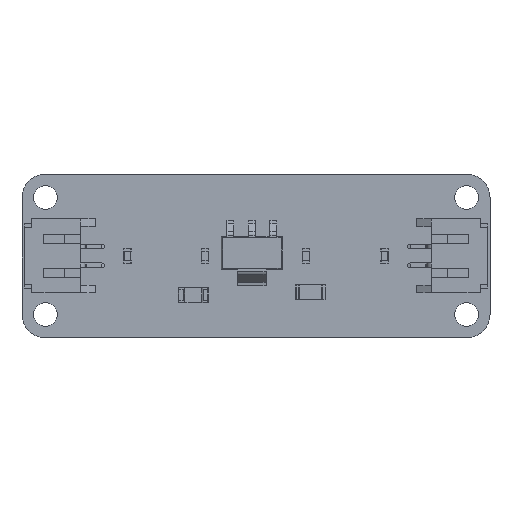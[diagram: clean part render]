
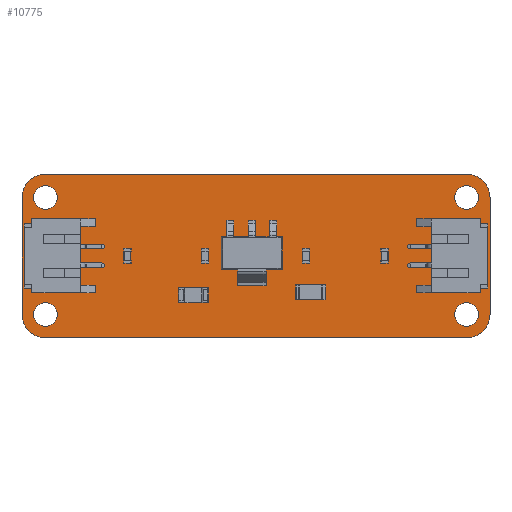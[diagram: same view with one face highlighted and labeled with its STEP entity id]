
A CAD part, top view. The second image highlights one B-rep face of the part: STEP entity #10775.
In plain terms, the highlighted planar face has unit normal (0, 0, 1).
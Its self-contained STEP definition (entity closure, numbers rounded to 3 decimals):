
#10366 = VERTEX_POINT('',#10367);
#10367 = CARTESIAN_POINT('',(47.5,0.,1.51));
#10373 = EDGE_CURVE('',#10366,#10374,#10376,.T.);
#10374 = VERTEX_POINT('',#10375);
#10375 = CARTESIAN_POINT('',(50.,-2.5,1.51));
#10376 = CIRCLE('',#10377,2.5);
#10377 = AXIS2_PLACEMENT_3D('',#10378,#10379,#10380);
#10378 = CARTESIAN_POINT('',(47.5,-2.5,1.51));
#10379 = DIRECTION('',(0.,0.,-1.));
#10380 = DIRECTION('',(0.,1.,0.));
#10406 = EDGE_CURVE('',#10374,#10407,#10409,.T.);
#10407 = VERTEX_POINT('',#10408);
#10408 = CARTESIAN_POINT('',(50.,-15.,1.51));
#10409 = LINE('',#10410,#10411);
#10410 = CARTESIAN_POINT('',(50.,-2.5,1.51));
#10411 = VECTOR('',#10412,1.);
#10412 = DIRECTION('',(0.,-1.,0.));
#10437 = EDGE_CURVE('',#10407,#10438,#10440,.T.);
#10438 = VERTEX_POINT('',#10439);
#10439 = CARTESIAN_POINT('',(47.5,-17.5,1.51));
#10440 = CIRCLE('',#10441,2.5);
#10441 = AXIS2_PLACEMENT_3D('',#10442,#10443,#10444);
#10442 = CARTESIAN_POINT('',(47.5,-15.,1.51));
#10443 = DIRECTION('',(0.,0.,-1.));
#10444 = DIRECTION('',(1.,0.,0.));
#10470 = EDGE_CURVE('',#10438,#10471,#10473,.T.);
#10471 = VERTEX_POINT('',#10472);
#10472 = CARTESIAN_POINT('',(2.5,-17.5,1.51));
#10473 = LINE('',#10474,#10475);
#10474 = CARTESIAN_POINT('',(47.5,-17.5,1.51));
#10475 = VECTOR('',#10476,1.);
#10476 = DIRECTION('',(-1.,0.,0.));
#10501 = EDGE_CURVE('',#10471,#10502,#10504,.T.);
#10502 = VERTEX_POINT('',#10503);
#10503 = CARTESIAN_POINT('',(0.,-15.,1.51));
#10504 = CIRCLE('',#10505,2.5);
#10505 = AXIS2_PLACEMENT_3D('',#10506,#10507,#10508);
#10506 = CARTESIAN_POINT('',(2.5,-15.,1.51));
#10507 = DIRECTION('',(0.,0.,-1.));
#10508 = DIRECTION('',(0.,-1.,0.));
#10534 = EDGE_CURVE('',#10502,#10535,#10537,.T.);
#10535 = VERTEX_POINT('',#10536);
#10536 = CARTESIAN_POINT('',(0.,-2.5,1.51));
#10537 = LINE('',#10538,#10539);
#10538 = CARTESIAN_POINT('',(0.,-15.,1.51));
#10539 = VECTOR('',#10540,1.);
#10540 = DIRECTION('',(0.,1.,0.));
#10565 = EDGE_CURVE('',#10535,#10566,#10568,.T.);
#10566 = VERTEX_POINT('',#10567);
#10567 = CARTESIAN_POINT('',(2.5,0.,1.51));
#10568 = CIRCLE('',#10569,2.5);
#10569 = AXIS2_PLACEMENT_3D('',#10570,#10571,#10572);
#10570 = CARTESIAN_POINT('',(2.5,-2.5,1.51));
#10571 = DIRECTION('',(0.,0.,-1.));
#10572 = DIRECTION('',(-1.,0.,-0.));
#10598 = EDGE_CURVE('',#10566,#10366,#10599,.T.);
#10599 = LINE('',#10600,#10601);
#10600 = CARTESIAN_POINT('',(2.5,0.,1.51));
#10601 = VECTOR('',#10602,1.);
#10602 = DIRECTION('',(1.,0.,0.));
#10622 = VERTEX_POINT('',#10623);
#10623 = CARTESIAN_POINT('',(3.77,-15.,1.51));
#10629 = EDGE_CURVE('',#10622,#10622,#10630,.T.);
#10630 = CIRCLE('',#10631,1.27);
#10631 = AXIS2_PLACEMENT_3D('',#10632,#10633,#10634);
#10632 = CARTESIAN_POINT('',(2.5,-15.,1.51));
#10633 = DIRECTION('',(0.,0.,1.));
#10634 = DIRECTION('',(1.,0.,-0.));
#10655 = VERTEX_POINT('',#10656);
#10656 = CARTESIAN_POINT('',(48.77,-15.,1.51));
#10662 = EDGE_CURVE('',#10655,#10655,#10663,.T.);
#10663 = CIRCLE('',#10664,1.27);
#10664 = AXIS2_PLACEMENT_3D('',#10665,#10666,#10667);
#10665 = CARTESIAN_POINT('',(47.5,-15.,1.51));
#10666 = DIRECTION('',(0.,0.,1.));
#10667 = DIRECTION('',(1.,0.,-0.));
#10688 = VERTEX_POINT('',#10689);
#10689 = CARTESIAN_POINT('',(3.77,-2.5,1.51));
#10695 = EDGE_CURVE('',#10688,#10688,#10696,.T.);
#10696 = CIRCLE('',#10697,1.27);
#10697 = AXIS2_PLACEMENT_3D('',#10698,#10699,#10700);
#10698 = CARTESIAN_POINT('',(2.5,-2.5,1.51));
#10699 = DIRECTION('',(0.,0.,1.));
#10700 = DIRECTION('',(1.,0.,-0.));
#10721 = VERTEX_POINT('',#10722);
#10722 = CARTESIAN_POINT('',(48.77,-2.5,1.51));
#10728 = EDGE_CURVE('',#10721,#10721,#10729,.T.);
#10729 = CIRCLE('',#10730,1.27);
#10730 = AXIS2_PLACEMENT_3D('',#10731,#10732,#10733);
#10731 = CARTESIAN_POINT('',(47.5,-2.5,1.51));
#10732 = DIRECTION('',(0.,0.,1.));
#10733 = DIRECTION('',(1.,0.,-0.));
#10775 = ADVANCED_FACE('',(#10776,#10786,#10789,#10792,#10795),#10798,
  .T.);
#10776 = FACE_BOUND('',#10777,.F.);
#10777 = EDGE_LOOP('',(#10778,#10779,#10780,#10781,#10782,#10783,#10784,
    #10785));
#10778 = ORIENTED_EDGE('',*,*,#10373,.T.);
#10779 = ORIENTED_EDGE('',*,*,#10406,.T.);
#10780 = ORIENTED_EDGE('',*,*,#10437,.T.);
#10781 = ORIENTED_EDGE('',*,*,#10470,.T.);
#10782 = ORIENTED_EDGE('',*,*,#10501,.T.);
#10783 = ORIENTED_EDGE('',*,*,#10534,.T.);
#10784 = ORIENTED_EDGE('',*,*,#10565,.T.);
#10785 = ORIENTED_EDGE('',*,*,#10598,.T.);
#10786 = FACE_BOUND('',#10787,.F.);
#10787 = EDGE_LOOP('',(#10788));
#10788 = ORIENTED_EDGE('',*,*,#10629,.T.);
#10789 = FACE_BOUND('',#10790,.F.);
#10790 = EDGE_LOOP('',(#10791));
#10791 = ORIENTED_EDGE('',*,*,#10662,.T.);
#10792 = FACE_BOUND('',#10793,.F.);
#10793 = EDGE_LOOP('',(#10794));
#10794 = ORIENTED_EDGE('',*,*,#10695,.T.);
#10795 = FACE_BOUND('',#10796,.F.);
#10796 = EDGE_LOOP('',(#10797));
#10797 = ORIENTED_EDGE('',*,*,#10728,.T.);
#10798 = PLANE('',#10799);
#10799 = AXIS2_PLACEMENT_3D('',#10800,#10801,#10802);
#10800 = CARTESIAN_POINT('',(0.,0.,1.51));
#10801 = DIRECTION('',(0.,0.,1.));
#10802 = DIRECTION('',(1.,0.,-0.));
